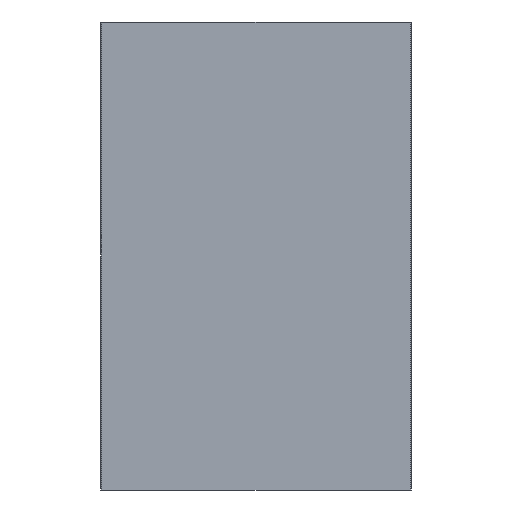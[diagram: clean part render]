
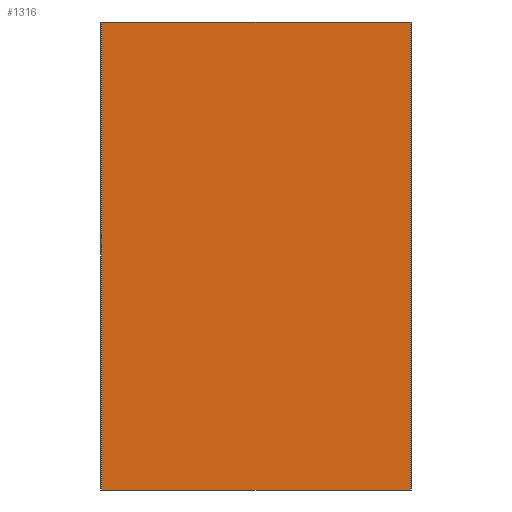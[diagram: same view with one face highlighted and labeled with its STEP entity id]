
A CAD part, front view. The second image highlights one B-rep face of the part: STEP entity #1316.
In plain terms, the highlighted planar face has unit normal (0, -1, 0).
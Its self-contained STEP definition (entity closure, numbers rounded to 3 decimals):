
#52 = CARTESIAN_POINT ( 'NONE',  ( -197.75, 0., 0. ) ) ;
#56 = CARTESIAN_POINT ( 'NONE',  ( -197.75, 0., 600. ) ) ;
#57 = CARTESIAN_POINT ( 'NONE',  ( 197.75, 0., 0. ) ) ;
#68 = CARTESIAN_POINT ( 'NONE',  ( 197.75, 0., 600. ) ) ;
#93 = CARTESIAN_POINT ( 'NONE',  ( 197.75, 0., 600. ) ) ;
#97 = CARTESIAN_POINT ( 'NONE',  ( 197.75, 0., 600. ) ) ;
#98 = DIRECTION ( 'NONE',  ( 1., 0., 0. ) ) ;
#99 = CARTESIAN_POINT ( 'NONE',  ( 197.75, 0., 0. ) ) ;
#101 = DIRECTION ( 'NONE',  ( 0., 0., -1. ) ) ;
#102 = DIRECTION ( 'NONE',  ( 0., 0., -1. ) ) ;
#103 = DIRECTION ( 'NONE',  ( 1., 0., 0. ) ) ;
#104 = CARTESIAN_POINT ( 'NONE',  ( -197.75, 0., 600. ) ) ;
#535 = FACE_OUTER_BOUND ( 'NONE', #541, .T. ) ;
#541 = EDGE_LOOP ( 'NONE', ( #694, #686, #679, #671 ) ) ;
#581 = LINE ( 'NONE', #93, #621 ) ;
#613 = LINE ( 'NONE', #97, #652 ) ;
#621 = VECTOR ( 'NONE', #98, 1000. ) ;
#629 = LINE ( 'NONE', #99, #668 ) ;
#652 = VECTOR ( 'NONE', #101, 1000. ) ;
#668 = VECTOR ( 'NONE', #103, 1000. ) ;
#671 = ORIENTED_EDGE ( 'NONE', *, *, #1206, .T. ) ;
#676 = LINE ( 'NONE', #104, #691 ) ;
#679 = ORIENTED_EDGE ( 'NONE', *, *, #1162, .F. ) ;
#686 = ORIENTED_EDGE ( 'NONE', *, *, #1203, .F. ) ;
#691 = VECTOR ( 'NONE', #102, 1000. ) ;
#694 = ORIENTED_EDGE ( 'NONE', *, *, #1204, .T. ) ;
#710 = VERTEX_POINT ( 'NONE', #52 ) ;
#738 = VERTEX_POINT ( 'NONE', #56 ) ;
#745 = VERTEX_POINT ( 'NONE', #57 ) ;
#809 = VERTEX_POINT ( 'NONE', #68 ) ;
#994 = CARTESIAN_POINT ( 'NONE',  ( 197.75, 0., 600. ) ) ;
#1001 = PLANE ( 'NONE',  #1145 ) ;
#1003 = DIRECTION ( 'NONE',  ( 0., 1., 0. ) ) ;
#1004 = DIRECTION ( 'NONE',  ( 0., 0., 1. ) ) ;
#1145 = AXIS2_PLACEMENT_3D ( 'NONE', #994, #1003, #1004 ) ;
#1162 = EDGE_CURVE ( 'NONE', #738, #809, #581, .T. ) ;
#1203 = EDGE_CURVE ( 'NONE', #809, #745, #613, .T. ) ;
#1204 = EDGE_CURVE ( 'NONE', #710, #745, #629, .T. ) ;
#1206 = EDGE_CURVE ( 'NONE', #738, #710, #676, .T. ) ;
#1316 = ADVANCED_FACE ( 'NONE', ( #535 ), #1001, .F. ) ;
